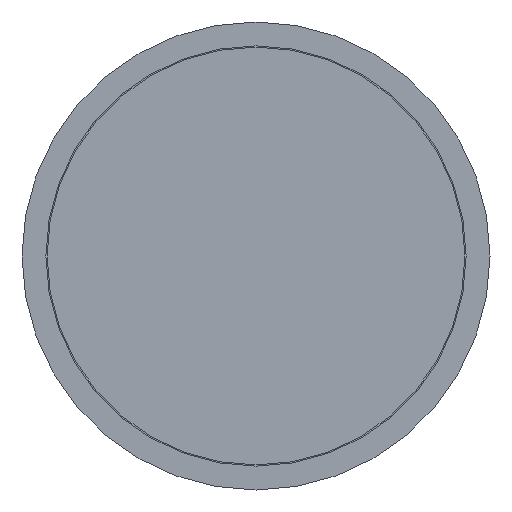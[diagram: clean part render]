
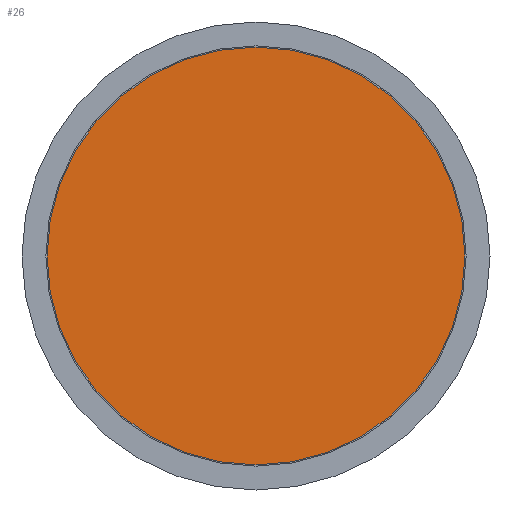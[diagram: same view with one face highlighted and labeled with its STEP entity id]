
A CAD part, front view. The second image highlights one B-rep face of the part: STEP entity #26.
In plain terms, the highlighted planar face has unit normal (0, -1, 0).
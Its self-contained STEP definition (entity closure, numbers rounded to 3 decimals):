
#26 = ADVANCED_FACE ( 'NONE', ( #604 ), #369, .F. ) ;
#106 = EDGE_LOOP ( 'NONE', ( #380 ) ) ;
#196 = EDGE_CURVE ( 'NONE', #639, #639, #672, .T. ) ;
#252 = AXIS2_PLACEMENT_3D ( 'NONE', #669, #977, #594 ) ;
#369 = PLANE ( 'NONE',  #849 ) ;
#380 = ORIENTED_EDGE ( 'NONE', *, *, #196, .T. ) ;
#385 = DIRECTION ( 'NONE',  ( 0., 1., 0. ) ) ;
#415 = CARTESIAN_POINT ( 'NONE',  ( 0., 0., -43.75 ) ) ;
#594 = DIRECTION ( 'NONE',  ( 0., 0., -1. ) ) ;
#604 = FACE_OUTER_BOUND ( 'NONE', #106, .T. ) ;
#639 = VERTEX_POINT ( 'NONE', #415 ) ;
#669 = CARTESIAN_POINT ( 'NONE',  ( 0., 0., 0. ) ) ;
#672 = CIRCLE ( 'NONE', #252, 43.75 ) ;
#828 = CARTESIAN_POINT ( 'NONE',  ( -43.75, 0., 0. ) ) ;
#832 = DIRECTION ( 'NONE',  ( 0., 0., 1. ) ) ;
#849 = AXIS2_PLACEMENT_3D ( 'NONE', #828, #385, #832 ) ;
#977 = DIRECTION ( 'NONE',  ( 0., -1., 0. ) ) ;
